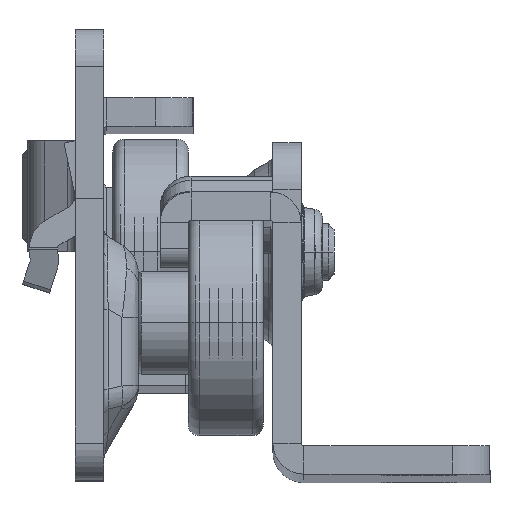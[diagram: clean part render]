
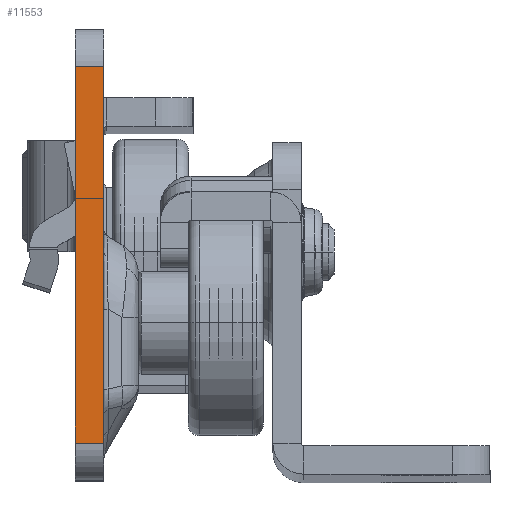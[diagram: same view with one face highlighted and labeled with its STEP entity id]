
A CAD part, top view. The second image highlights one B-rep face of the part: STEP entity #11553.
In plain terms, the highlighted planar face has unit normal (0, 0, 1).
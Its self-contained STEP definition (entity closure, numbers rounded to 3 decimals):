
#1176 = ORIENTED_EDGE ( 'NONE', *, *, #16952, .T. ) ;
#2609 = FACE_OUTER_BOUND ( 'NONE', #12017, .T. ) ;
#4333 = VECTOR ( 'NONE', #11739, 1000. ) ;
#4599 = CARTESIAN_POINT ( 'NONE',  ( -3., -29.094, 0. ) ) ;
#4871 = LINE ( 'NONE', #24297, #4333 ) ;
#5058 = DIRECTION ( 'NONE',  ( 0., -1., 0. ) ) ;
#5491 = LINE ( 'NONE', #14079, #20856 ) ;
#5528 = DIRECTION ( 'NONE',  ( 1., 0., 0. ) ) ;
#5933 = EDGE_CURVE ( 'NONE', #25284, #11186, #5491, .T. ) ;
#9008 = CARTESIAN_POINT ( 'NONE',  ( 0., -21.7, 0. ) ) ;
#9074 = LINE ( 'NONE', #22574, #17981 ) ;
#10288 = VERTEX_POINT ( 'NONE', #13356 ) ;
#11186 = VERTEX_POINT ( 'NONE', #9008 ) ;
#11553 = ADVANCED_FACE ( 'NONE', ( #2609 ), #26278, .T. ) ;
#11726 = VECTOR ( 'NONE', #5528, 1000. ) ;
#11739 = DIRECTION ( 'NONE',  ( 1., 0., 0. ) ) ;
#12017 = EDGE_LOOP ( 'NONE', ( #15620, #27353, #22239, #1176 ) ) ;
#12307 = CARTESIAN_POINT ( 'NONE',  ( -3., -21.7, 0. ) ) ;
#13187 = DIRECTION ( 'NONE',  ( 0., 0., 1. ) ) ;
#13356 = CARTESIAN_POINT ( 'NONE',  ( -3., 18.3, 0. ) ) ;
#14079 = CARTESIAN_POINT ( 'NONE',  ( 0., -29.094, 0. ) ) ;
#14112 = CARTESIAN_POINT ( 'NONE',  ( -3., 18.3, 0. ) ) ;
#15159 = EDGE_CURVE ( 'NONE', #10288, #19690, #9074, .T. ) ;
#15620 = ORIENTED_EDGE ( 'NONE', *, *, #5933, .F. ) ;
#16952 = EDGE_CURVE ( 'NONE', #19690, #11186, #4871, .T. ) ;
#17691 = AXIS2_PLACEMENT_3D ( 'NONE', #4599, #13187, #22043 ) ;
#17981 = VECTOR ( 'NONE', #26792, 1000. ) ;
#19020 = EDGE_CURVE ( 'NONE', #10288, #25284, #27461, .T. ) ;
#19690 = VERTEX_POINT ( 'NONE', #12307 ) ;
#20856 = VECTOR ( 'NONE', #5058, 1000. ) ;
#22043 = DIRECTION ( 'NONE',  ( 1., 0., 0. ) ) ;
#22239 = ORIENTED_EDGE ( 'NONE', *, *, #15159, .T. ) ;
#22308 = CARTESIAN_POINT ( 'NONE',  ( 0., 18.3, 0. ) ) ;
#22574 = CARTESIAN_POINT ( 'NONE',  ( -3., -29.094, 0. ) ) ;
#24297 = CARTESIAN_POINT ( 'NONE',  ( -122.719, -21.7, 0. ) ) ;
#25284 = VERTEX_POINT ( 'NONE', #22308 ) ;
#26278 = PLANE ( 'NONE',  #17691 ) ;
#26792 = DIRECTION ( 'NONE',  ( 0., -1., 0. ) ) ;
#27353 = ORIENTED_EDGE ( 'NONE', *, *, #19020, .F. ) ;
#27461 = LINE ( 'NONE', #14112, #11726 ) ;
